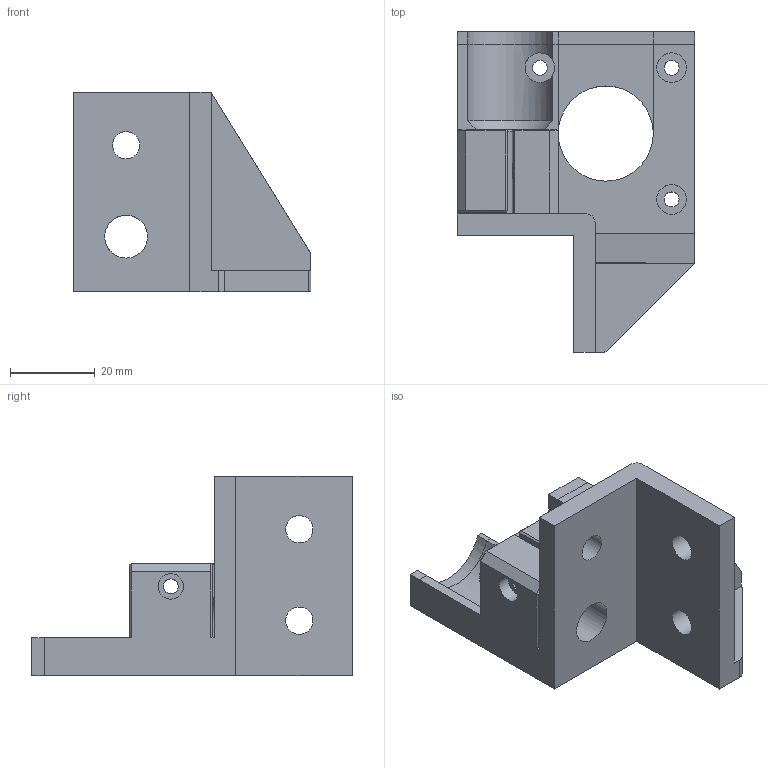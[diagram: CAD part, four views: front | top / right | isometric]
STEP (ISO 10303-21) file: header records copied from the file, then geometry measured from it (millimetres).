
FILE_DESCRIPTION(/* description */ (''),/* implementation_level */ '2;1');
FILE_NAME(/* name */ 'Suspended_Stepper_Mount v27.step',/* time_stamp */ '2020-09-24T11:11:40-07:00',/* author */ (''),/* organization */ (''),/* preprocessor_version */ 'ST-DEVELOPER v18.1',/* originating_system */ 'Autodesk Translation Framework v9.3.0.1241',/* authorisation */ '');
FILE_SCHEMA (('AUTOMOTIVE_DESIGN { 1 0 10303 214 3 1 1 }'));
Length unit declared in the file: millimetre
Products named in the file (1): Suspended_Stepper_Mount
Bounding box: 56 x 75.5 x 47 mm (x, y, z)
Volume: 39165.8 mm3; surface area: 17423.1 mm2
Topology: 2 solids, 2 shells, 90 faces, 227 edges, 143 vertices
Faces by surface type: plane 68, cylinder 20, cone 2
Full cylindrical faces by diameter (mm): 3.5 x5, 5.1 x1, 6 x1, 6.4 x3, 7 x3, 10.1 x1, 22.4 x1
Entity records: 2767 total; most frequent: CARTESIAN_POINT 499, ORIENTED_EDGE 454, DIRECTION 451, EDGE_CURVE 227, LINE 173, VECTOR 173, VERTEX_POINT 143, AXIS2_PLACEMENT_3D 139
